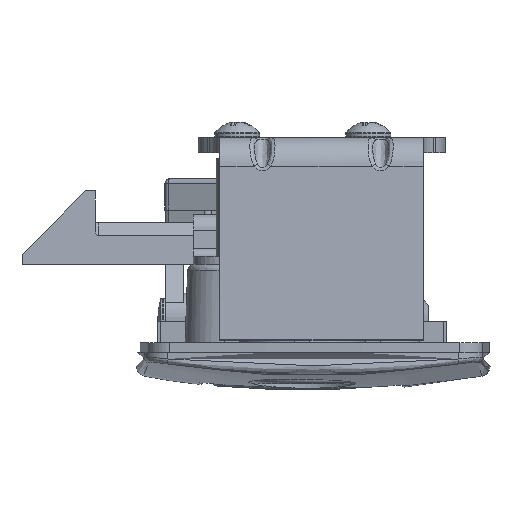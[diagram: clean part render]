
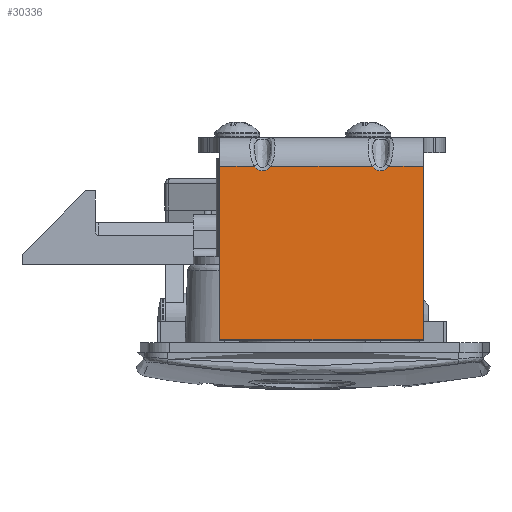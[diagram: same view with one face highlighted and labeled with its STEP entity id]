
A CAD part, front view. The second image highlights one B-rep face of the part: STEP entity #30336.
In plain terms, the highlighted face is planar.
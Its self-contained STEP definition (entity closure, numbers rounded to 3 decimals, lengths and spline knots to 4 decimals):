
#3518=FACE_OUTER_BOUND('',#5313,.T.);
#5313=EDGE_LOOP('',(#26475,#26476,#26477,#26478,#26479,#26480,#26481,#26482));
#8205=LINE('',#57636,#11093);
#8206=LINE('',#57858,#11094);
#8207=LINE('',#57860,#11095);
#8208=LINE('',#57862,#11096);
#8209=LINE('',#57864,#11097);
#8210=LINE('',#57865,#11098);
#11093=VECTOR('',#39849,0.3937);
#11094=VECTOR('',#39862,0.3937);
#11095=VECTOR('',#39863,0.3937);
#11096=VECTOR('',#39864,0.3937);
#11097=VECTOR('',#39865,0.3937);
#11098=VECTOR('',#39866,0.3937);
#11778=B_SPLINE_CURVE_WITH_KNOTS('',3,(#57547,#57548,#57549,#57550,#57551,
#57552,#57553,#57554),.UNSPECIFIED.,.F.,.F.,(4,1,1,1,1,4),(0.,0.0419,
0.0838,0.1675,0.2304,0.2932),
 .UNSPECIFIED.);
#11783=B_SPLINE_CURVE_WITH_KNOTS('',3,(#57683,#57684,#57685,#57686,#57687,
#57688,#57689,#57690),.UNSPECIFIED.,.F.,.F.,(4,1,1,1,1,4),(0.,0.0419,
0.0838,0.1675,0.2304,0.2932),
 .UNSPECIFIED.);
#14353=VERTEX_POINT('',#57494);
#14355=VERTEX_POINT('',#57545);
#14356=VERTEX_POINT('',#57627);
#14358=VERTEX_POINT('',#57681);
#14362=VERTEX_POINT('',#57857);
#14363=VERTEX_POINT('',#57859);
#14364=VERTEX_POINT('',#57861);
#14365=VERTEX_POINT('',#57863);
#18457=EDGE_CURVE('',#14355,#14353,#11778,.T.);
#18462=EDGE_CURVE('',#14356,#14355,#8205,.T.);
#18464=EDGE_CURVE('',#14358,#14356,#11783,.T.);
#18473=EDGE_CURVE('',#14362,#14358,#8206,.T.);
#18474=EDGE_CURVE('',#14362,#14363,#8207,.T.);
#18475=EDGE_CURVE('',#14363,#14364,#8208,.T.);
#18476=EDGE_CURVE('',#14364,#14365,#8209,.T.);
#18477=EDGE_CURVE('',#14353,#14365,#8210,.T.);
#26475=ORIENTED_EDGE('',*,*,#18457,.F.);
#26476=ORIENTED_EDGE('',*,*,#18462,.F.);
#26477=ORIENTED_EDGE('',*,*,#18464,.F.);
#26478=ORIENTED_EDGE('',*,*,#18473,.F.);
#26479=ORIENTED_EDGE('',*,*,#18474,.T.);
#26480=ORIENTED_EDGE('',*,*,#18475,.T.);
#26481=ORIENTED_EDGE('',*,*,#18476,.T.);
#26482=ORIENTED_EDGE('',*,*,#18477,.F.);
#28897=PLANE('',#32993);
#30336=ADVANCED_FACE('',(#3518),#28897,.T.);
#32993=AXIS2_PLACEMENT_3D('',#57856,#39860,#39861);
#39849=DIRECTION('',(0.,0.,-1.));
#39860=DIRECTION('center_axis',(0.053,-0.999,0.));
#39861=DIRECTION('ref_axis',(0.,0.,-1.));
#39862=DIRECTION('',(0.,0.,-1.));
#39863=DIRECTION('',(-0.999,-0.053,0.));
#39864=DIRECTION('',(0.,0.,-1.));
#39865=DIRECTION('',(0.999,0.053,0.));
#39866=DIRECTION('',(0.,0.,-1.));
#57494=CARTESIAN_POINT('',(-0.0805,-1.6134,-0.4029));
#57545=CARTESIAN_POINT('',(-0.0805,-1.6134,-0.3051));
#57547=CARTESIAN_POINT('Ctrl Pts',(-0.0805,-1.6134,
-0.3051));
#57548=CARTESIAN_POINT('Ctrl Pts',(-0.0848,-1.6136,
-0.3085));
#57549=CARTESIAN_POINT('Ctrl Pts',(-0.0929,-1.614,
-0.3161));
#57550=CARTESIAN_POINT('Ctrl Pts',(-0.1058,-1.6147,
-0.3342));
#57551=CARTESIAN_POINT('Ctrl Pts',(-0.1105,-1.615,
-0.36));
#57552=CARTESIAN_POINT('Ctrl Pts',(-0.0988,-1.6143,
-0.386));
#57553=CARTESIAN_POINT('Ctrl Pts',(-0.087,-1.6137,
-0.3978));
#57554=CARTESIAN_POINT('Ctrl Pts',(-0.0805,-1.6134,
-0.4029));
#57627=CARTESIAN_POINT('',(-0.0805,-1.6134,0.3051));
#57636=CARTESIAN_POINT('',(-0.0805,-1.6134,0.));
#57681=CARTESIAN_POINT('',(-0.0805,-1.6134,0.4029));
#57683=CARTESIAN_POINT('Ctrl Pts',(-0.0805,-1.6134,
0.4029));
#57684=CARTESIAN_POINT('Ctrl Pts',(-0.0848,-1.6136,
0.3995));
#57685=CARTESIAN_POINT('Ctrl Pts',(-0.0929,-1.614,
0.3919));
#57686=CARTESIAN_POINT('Ctrl Pts',(-0.1058,-1.6147,
0.3738));
#57687=CARTESIAN_POINT('Ctrl Pts',(-0.1105,-1.615,
0.348));
#57688=CARTESIAN_POINT('Ctrl Pts',(-0.0988,-1.6143,
0.322));
#57689=CARTESIAN_POINT('Ctrl Pts',(-0.087,-1.6137,
0.3102));
#57690=CARTESIAN_POINT('Ctrl Pts',(-0.0805,-1.6134,
0.3051));
#57856=CARTESIAN_POINT('Origin',(-0.0805,-1.6134,0.));
#57857=CARTESIAN_POINT('',(-0.0805,-1.6134,0.61));
#57858=CARTESIAN_POINT('',(-0.0805,-1.6134,0.));
#57859=CARTESIAN_POINT('',(-1.1202,-1.6684,0.61));
#57860=CARTESIAN_POINT('',(-0.0044,-1.6094,0.61));
#57861=CARTESIAN_POINT('',(-1.1202,-1.6684,-0.61));
#57862=CARTESIAN_POINT('',(-1.1202,-1.6684,0.));
#57863=CARTESIAN_POINT('',(-0.0805,-1.6134,-0.61));
#57864=CARTESIAN_POINT('',(0.0217,-1.608,-0.61));
#57865=CARTESIAN_POINT('',(-0.0805,-1.6134,0.));
